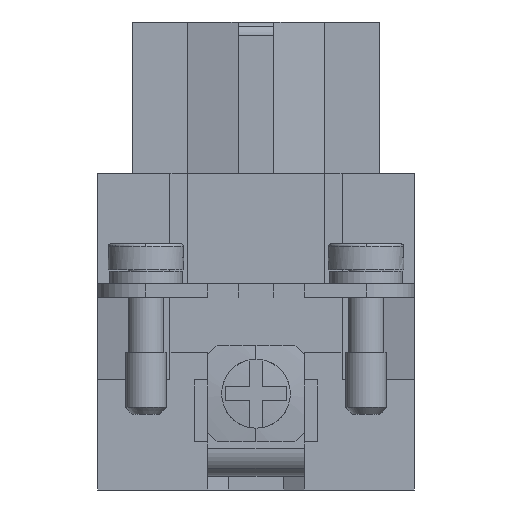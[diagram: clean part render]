
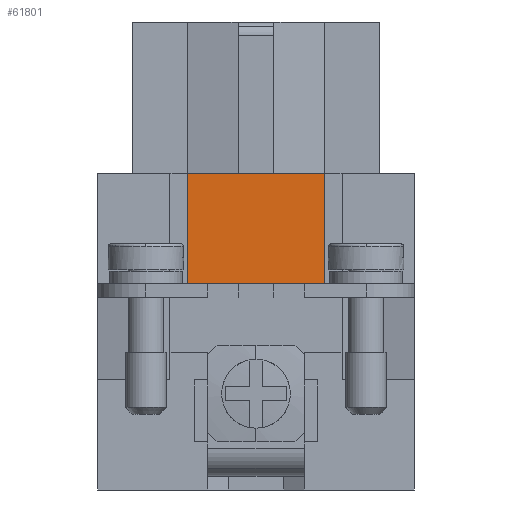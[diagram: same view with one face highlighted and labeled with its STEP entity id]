
A CAD part, left-side view. The second image highlights one B-rep face of the part: STEP entity #61801.
In plain terms, the highlighted planar face has unit normal (-1, 0, 0).
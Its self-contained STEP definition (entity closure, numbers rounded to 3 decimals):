
#12718=CARTESIAN_POINT('',(-36.0,5.0,0.0));
#12719=VERTEX_POINT('',#12718);
#12726=CARTESIAN_POINT('',(-36.0,-5.0,0.0));
#12727=VERTEX_POINT('',#12726);
#12728=CARTESIAN_POINT('',(-36.0,-5.0,0.0));
#12729=DIRECTION('',(0.0,1.0,0.0));
#12730=VECTOR('',#12729,10.0);
#12731=LINE('',#12728,#12730);
#12732=EDGE_CURVE('',#12727,#12719,#12731,.T.);
#49778=CARTESIAN_POINT('',(-36.0,-5.0,-8.0));
#49779=VERTEX_POINT('',#49778);
#49786=CARTESIAN_POINT('',(-36.0,5.0,-8.0));
#49787=VERTEX_POINT('',#49786);
#49788=CARTESIAN_POINT('',(-36.0,5.0,-8.0));
#49789=DIRECTION('',(0.0,-1.0,0.0));
#49790=VECTOR('',#49789,10.0);
#49791=LINE('',#49788,#49790);
#49792=EDGE_CURVE('',#49787,#49779,#49791,.T.);
#61774=CARTESIAN_POINT('',(-36.0,5.0,0.0));
#61775=DIRECTION('',(0.0,0.0,-1.0));
#61776=VECTOR('',#61775,8.0);
#61777=LINE('',#61774,#61776);
#61778=EDGE_CURVE('',#12719,#49787,#61777,.T.);
#61785=CARTESIAN_POINT('',(-36.0,5.0,0.0));
#61786=DIRECTION('',(-1.0,0.0,0.0));
#61787=DIRECTION('',(0.0,0.0,1.0));
#61788=AXIS2_PLACEMENT_3D('',#61785,#61786,#61787);
#61789=PLANE('',#61788);
#61790=ORIENTED_EDGE('',*,*,#49792,.T.);
#61791=CARTESIAN_POINT('',(-36.0,-5.0,0.0));
#61792=DIRECTION('',(0.0,0.0,-1.0));
#61793=VECTOR('',#61792,8.0);
#61794=LINE('',#61791,#61793);
#61795=EDGE_CURVE('',#12727,#49779,#61794,.T.);
#61796=ORIENTED_EDGE('',*,*,#61795,.F.);
#61797=ORIENTED_EDGE('',*,*,#12732,.T.);
#61798=ORIENTED_EDGE('',*,*,#61778,.T.);
#61799=EDGE_LOOP('',(#61790,#61796,#61797,#61798));
#61800=FACE_OUTER_BOUND('',#61799,.T.);
#61801=ADVANCED_FACE('',(#61800),#61789,.T.);
